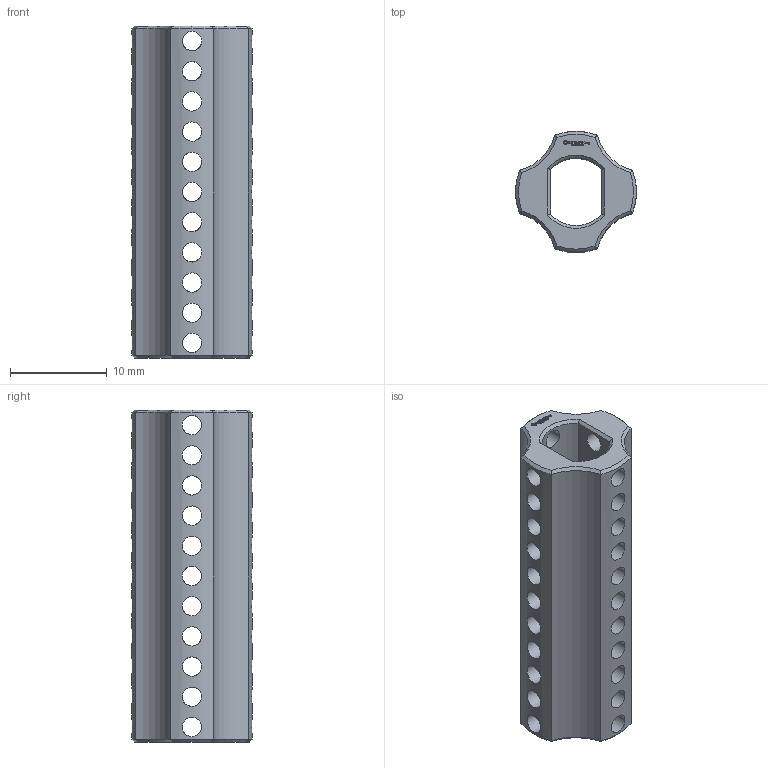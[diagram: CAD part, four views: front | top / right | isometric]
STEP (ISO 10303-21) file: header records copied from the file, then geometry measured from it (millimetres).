
FILE_DESCRIPTION(('FreeCAD Model'),'2;1');
FILE_NAME('Open CASCADE Shape Model','2024-06-15T23:59:11',(''),(''), 'Open CASCADE STEP processor 7.6','FreeCAD','Unknown');
FILE_SCHEMA(('AUTOMOTIVE_DESIGN { 1 0 10303 214 1 1 1 1 }'));
Length unit declared in the file: millimetre
Products named in the file (1): Power-Transmission Hub PLN IDX FXD BU02.75 - SPN-PTH-0011 
(stemfie.org)
Bounding box: 12.5 x 12.5 x 34.38 mm (x, y, z)
Volume: 2047.6 mm3; surface area: 2817.2 mm2
Topology: 1 solids, 1 shells, 515 faces, 1444 edges, 962 vertices
Faces by surface type: plane 323, extrusion 118, cylinder 54, cone 20
Full cylindrical faces by diameter (mm): 2 x44
Entity records: 19794 total; most frequent: CARTESIAN_POINT 6854, ORIENTED_EDGE 2888, DIRECTION 2120, EDGE_CURVE 1444, VECTOR 1152, LINE 1034, VERTEX_POINT 962, FACE_BOUND 636
